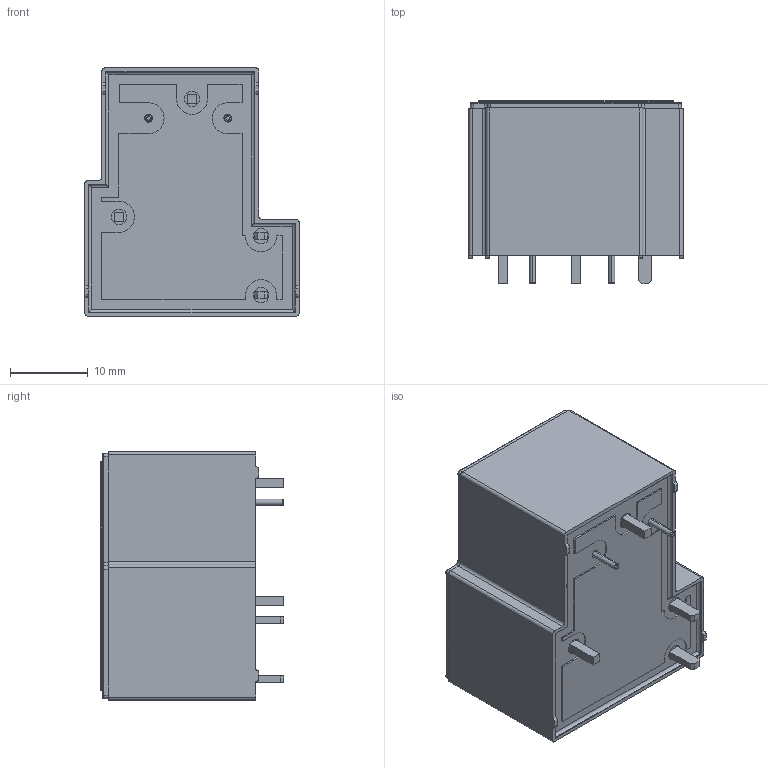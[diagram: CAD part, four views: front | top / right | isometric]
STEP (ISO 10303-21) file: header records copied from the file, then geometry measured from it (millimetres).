
FILE_DESCRIPTION (( 'STEP AP214' ), '1' );
FILE_NAME ('SLA-05VDC-SL-C.STEP', '2021-06-07T08:27:19', ( '' ), ( '' ), 'SwSTEP 2.0', 'SolidWorks 2018', '' );
FILE_SCHEMA (( 'AUTOMOTIVE_DESIGN' ));
Length unit declared in the file: millimetre
Products named in the file (1): SLA-05VDC-SL-C
Bounding box: 27.6 x 23.6 x 32 mm (x, y, z)
Volume: 14683.2 mm3; surface area: 4027.5 mm2
Topology: 1 solids, 1 shells, 236 faces, 581 edges, 364 vertices
Faces by surface type: plane 105, cylinder 96, torus 35
Entity records: 9574 total; most frequent: DIRECTION 1266, CARTESIAN_POINT 1206, ORIENTED_EDGE 1162, EDGE_CURVE 581, AXIS2_PLACEMENT_3D 456, VERTEX_POINT 364, VECTOR 354, LINE 354
